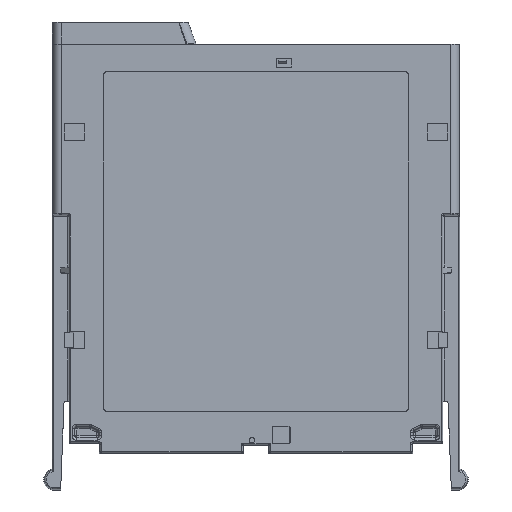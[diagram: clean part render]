
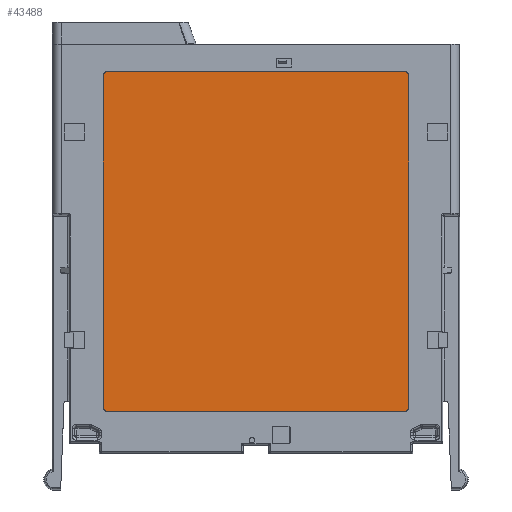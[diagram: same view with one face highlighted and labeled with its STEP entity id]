
A CAD part, left-side view. The second image highlights one B-rep face of the part: STEP entity #43488.
In plain terms, the highlighted planar face has unit normal (-1, 0, 0).
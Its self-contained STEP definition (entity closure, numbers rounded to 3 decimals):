
#13419=CARTESIAN_POINT('',(0.15,85.,19.53));
#13420=DIRECTION('',(-1.,0.,0.));
#13421=DIRECTION('',(0.,1.,0.));
#13422=AXIS2_PLACEMENT_3D('',#13419,#13420,#13421);
#13424=DIRECTION('',(0.,0.,-1.));
#13425=VECTOR('',#13424,78.);
#13426=CARTESIAN_POINT('',(0.15,86.,97.53));
#13427=LINE('',#13426,#13425);
#13428=CARTESIAN_POINT('',(0.15,85.,97.53));
#13429=DIRECTION('',(-1.,0.,0.));
#13430=DIRECTION('',(0.,0.,1.));
#13431=AXIS2_PLACEMENT_3D('',#13428,#13429,#13430);
#13433=DIRECTION('',(0.,1.,0.));
#13434=VECTOR('',#13433,70.);
#13435=CARTESIAN_POINT('',(0.15,15.,98.53));
#13436=LINE('',#13435,#13434);
#13437=CARTESIAN_POINT('',(0.15,15.,97.53));
#13438=DIRECTION('',(-1.,0.,0.));
#13439=DIRECTION('',(0.,-1.,0.));
#13440=AXIS2_PLACEMENT_3D('',#13437,#13438,#13439);
#13442=DIRECTION('',(0.,0.,1.));
#13443=VECTOR('',#13442,78.);
#13444=CARTESIAN_POINT('',(0.15,14.,19.53));
#13445=LINE('',#13444,#13443);
#13446=CARTESIAN_POINT('',(0.15,15.,19.53));
#13447=DIRECTION('',(-1.,0.,0.));
#13448=DIRECTION('',(0.,0.,-1.));
#13449=AXIS2_PLACEMENT_3D('',#13446,#13447,#13448);
#13451=DIRECTION('',(0.,-1.,0.));
#13452=VECTOR('',#13451,70.);
#13453=CARTESIAN_POINT('',(0.15,85.,18.53));
#13454=LINE('',#13453,#13452);
#13594=CARTESIAN_POINT('',(0.15,86.,19.53));
#13595=CARTESIAN_POINT('',(0.15,85.,18.53));
#13596=VERTEX_POINT('',#13594);
#13597=VERTEX_POINT('',#13595);
#13602=CARTESIAN_POINT('',(0.15,15.,18.53));
#13603=CARTESIAN_POINT('',(0.15,14.,19.53));
#13604=VERTEX_POINT('',#13602);
#13605=VERTEX_POINT('',#13603);
#13610=CARTESIAN_POINT('',(0.15,14.,97.53));
#13611=CARTESIAN_POINT('',(0.15,15.,98.53));
#13612=VERTEX_POINT('',#13610);
#13613=VERTEX_POINT('',#13611);
#13618=CARTESIAN_POINT('',(0.15,85.,98.53));
#13619=CARTESIAN_POINT('',(0.15,86.,97.53));
#13620=VERTEX_POINT('',#13618);
#13621=VERTEX_POINT('',#13619);
#43467=CARTESIAN_POINT('',(0.15,50.,56.78));
#43468=DIRECTION('',(-1.,0.,0.));
#43469=DIRECTION('',(0.,0.,1.));
#43470=AXIS2_PLACEMENT_3D('',#43467,#43468,#43469);
#43471=PLANE('',#43470);
#43472=ORIENTED_EDGE('',*,*,#43451,.F.);
#43474=ORIENTED_EDGE('',*,*,#43473,.F.);
#43476=ORIENTED_EDGE('',*,*,#43475,.F.);
#43478=ORIENTED_EDGE('',*,*,#43477,.F.);
#43480=ORIENTED_EDGE('',*,*,#43479,.F.);
#43482=ORIENTED_EDGE('',*,*,#43481,.F.);
#43484=ORIENTED_EDGE('',*,*,#43483,.F.);
#43485=ORIENTED_EDGE('',*,*,#43431,.F.);
#43486=EDGE_LOOP('',(#43472,#43474,#43476,#43478,#43480,#43482,#43484,#43485));
#43487=FACE_OUTER_BOUND('',#43486,.F.);
#43488=ADVANCED_FACE('',(#43487),#43471,.T.);
#13423=CIRCLE('',#13422,1.);
#13432=CIRCLE('',#13431,1.);
#13441=CIRCLE('',#13440,1.);
#13450=CIRCLE('',#13449,1.);
#43431=EDGE_CURVE('',#13597,#13604,#13454,.T.);
#43451=EDGE_CURVE('',#13596,#13597,#13423,.T.);
#43473=EDGE_CURVE('',#13621,#13596,#13427,.T.);
#43475=EDGE_CURVE('',#13620,#13621,#13432,.T.);
#43477=EDGE_CURVE('',#13613,#13620,#13436,.T.);
#43479=EDGE_CURVE('',#13612,#13613,#13441,.T.);
#43481=EDGE_CURVE('',#13605,#13612,#13445,.T.);
#43483=EDGE_CURVE('',#13604,#13605,#13450,.T.);
